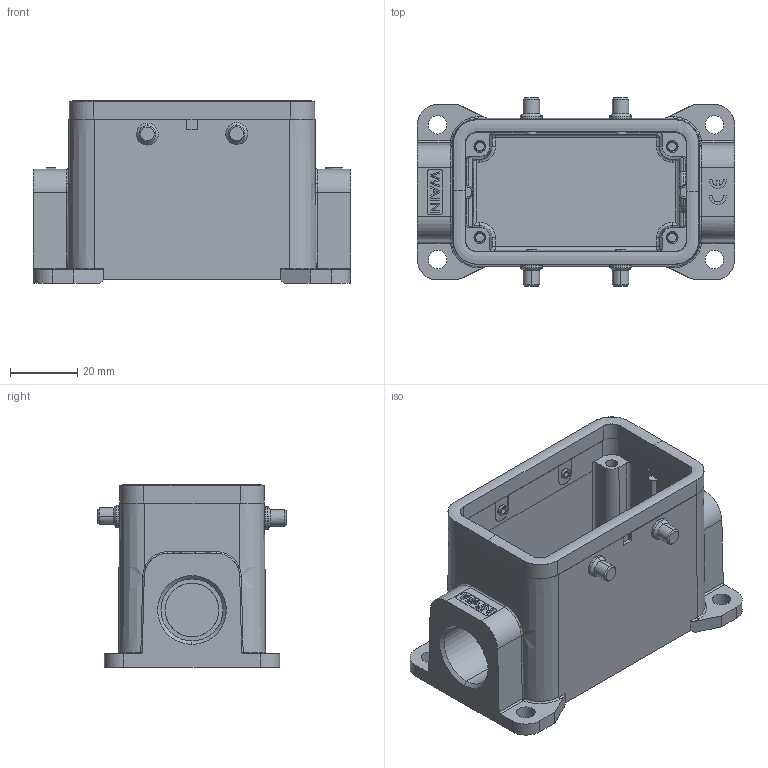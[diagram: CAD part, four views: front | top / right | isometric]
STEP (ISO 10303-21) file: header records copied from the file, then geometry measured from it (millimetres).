
FILE_DESCRIPTION((''),'2;1');
FILE_NAME('ASM0017_SW0001','2023-12-14T',('yp.zhu'),(''),'PRO/ENGINEER BY PARAMETRIC TECHNOLOGY CORPORATION, 2012480','PRO/ENGINEER BY PARAMETRIC TECHNOLOGY CORPORATION, 2012480','');
FILE_SCHEMA(('CONFIG_CONTROL_DESIGN'));
Length unit declared in the file: inch
Products named in the file (1): ASM0017_SW0001
Bounding box: 94 x 55.86 x 54.14 mm (x, y, z)
Volume: 74491.6 mm3; surface area: 34665.4 mm2
Topology: 1 solids, 1 shells, 662 faces, 1798 edges, 1149 vertices
Faces by surface type: cylinder 343, plane 217, cone 48, torus 30, bspline 16, sphere 8
Entity records: 38407 total; most frequent: CARTESIAN_POINT 22612, ORIENTED_EDGE 3562, DIRECTION 2896, EDGE_CURVE 1781, VERTEX_POINT 1149, AXIS2_PLACEMENT_3D 1038, VECTOR 820, LINE 820
